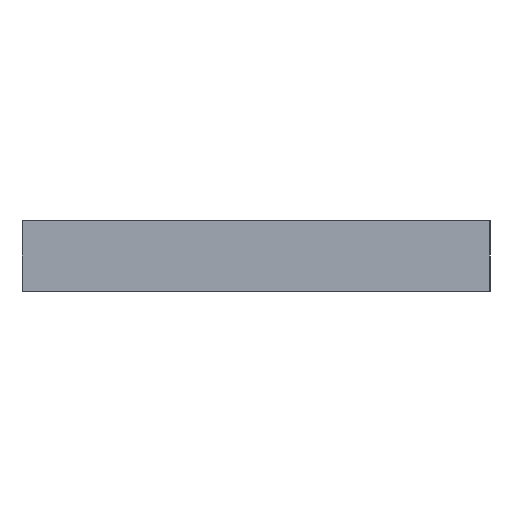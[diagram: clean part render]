
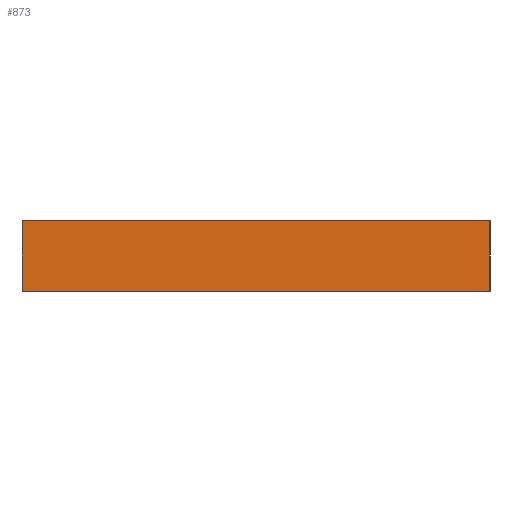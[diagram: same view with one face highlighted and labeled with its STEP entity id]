
A CAD part, left-side view. The second image highlights one B-rep face of the part: STEP entity #873.
In plain terms, the highlighted planar face has unit normal (-1, 0, 0).
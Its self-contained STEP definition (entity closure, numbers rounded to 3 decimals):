
#262=DIRECTION('',(0.,-1.,0.));
#263=VECTOR('',#262,80.);
#264=CARTESIAN_POINT('',(-40.,40.,0.));
#265=LINE('',#264,#263);
#362=DIRECTION('',(0.,0.,1.));
#363=VECTOR('',#362,12.);
#364=CARTESIAN_POINT('',(-40.,-40.,0.));
#365=LINE('',#364,#363);
#366=DIRECTION('',(0.,0.,1.));
#367=VECTOR('',#366,12.);
#368=CARTESIAN_POINT('',(-40.,40.,0.));
#369=LINE('',#368,#367);
#382=DIRECTION('',(0.,-1.,0.));
#383=VECTOR('',#382,80.);
#384=CARTESIAN_POINT('',(-40.,40.,12.));
#385=LINE('',#384,#383);
#643=CARTESIAN_POINT('',(-40.,40.,0.));
#645=VERTEX_POINT('',#643);
#646=CARTESIAN_POINT('',(-40.,-40.,0.));
#647=VERTEX_POINT('',#646);
#651=CARTESIAN_POINT('',(-40.,40.,12.));
#653=VERTEX_POINT('',#651);
#654=CARTESIAN_POINT('',(-40.,-40.,12.));
#655=VERTEX_POINT('',#654);
#861=CARTESIAN_POINT('',(-40.,40.,0.));
#862=DIRECTION('',(-1.,0.,0.));
#863=DIRECTION('',(0.,-1.,0.));
#864=AXIS2_PLACEMENT_3D('',#861,#862,#863);
#865=PLANE('',#864);
#866=ORIENTED_EDGE('',*,*,#761,.F.);
#867=ORIENTED_EDGE('',*,*,#828,.T.);
#869=ORIENTED_EDGE('',*,*,#868,.T.);
#870=ORIENTED_EDGE('',*,*,#853,.F.);
#871=EDGE_LOOP('',(#866,#867,#869,#870));
#872=FACE_OUTER_BOUND('',#871,.F.);
#761=EDGE_CURVE('',#645,#647,#265,.T.);
#828=EDGE_CURVE('',#645,#653,#369,.T.);
#853=EDGE_CURVE('',#647,#655,#365,.T.);
#868=EDGE_CURVE('',#653,#655,#385,.T.);
#873=ADVANCED_FACE('',(#872),#865,.T.);
